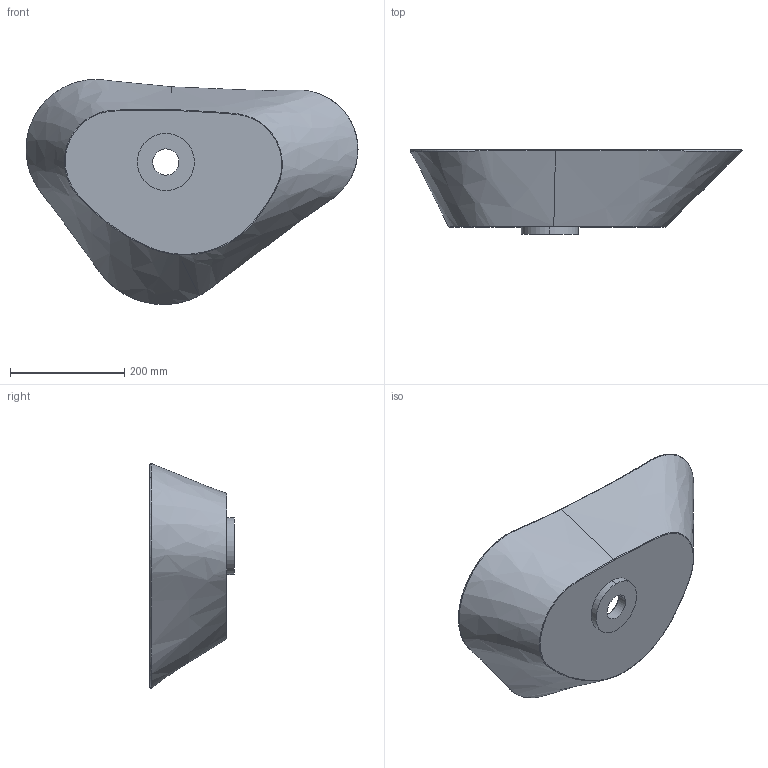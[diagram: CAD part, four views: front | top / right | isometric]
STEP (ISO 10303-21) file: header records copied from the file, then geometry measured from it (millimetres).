
FILE_DESCRIPTION (( 'STEP AP214' ), '1' );
FILE_NAME ('FL-013_Amöbe_585x385.STEP', '2018-04-16T12:16:25', ( '' ), ( '' ), 'SwSTEP 2.0', 'SolidWorks 2017', '' );
FILE_SCHEMA (( 'AUTOMOTIVE_DESIGN' ));
Length unit declared in the file: millimetre
Products named in the file (1): FL-013_Amöbe_585x385
Bounding box: 581.69 x 147.5 x 394.14 mm (x, y, z)
Volume: 4652594.2 mm3; surface area: 504767 mm2
Topology: 1 solids, 1 shells, 74 faces, 540 edges, 469 vertices
Faces by surface type: bspline 65, cylinder 4, plane 3, cone 2
Entity records: 11817 total; most frequent: CARTESIAN_POINT 8777, ORIENTED_EDGE 1080, EDGE_CURVE 540, VERTEX_POINT 469, B_SPLINE_CURVE_WITH_KNOTS 444, DIRECTION 86, EDGE_LOOP 77, FACE_OUTER_BOUND 74
